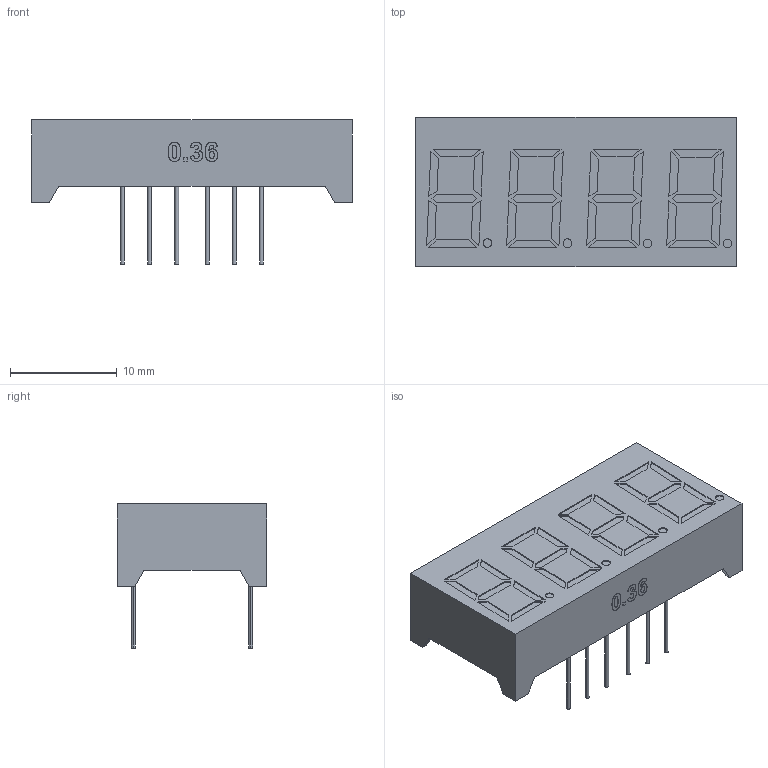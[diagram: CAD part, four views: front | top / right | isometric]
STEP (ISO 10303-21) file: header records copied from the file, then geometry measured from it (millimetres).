
FILE_DESCRIPTION (( 'STEP AP214' ), '1' );
FILE_NAME ('7seg_4dig_red_14x30.STEP', '2024-07-05T14:23:02', ( '' ), ( '' ), 'SwSTEP 2.0', 'SolidWorks 2022', '' );
FILE_SCHEMA (( 'AUTOMOTIVE_DESIGN' ));
Length unit declared in the file: millimetre
Products named in the file (1): 7seg_4dig_red_14x30
Bounding box: 30 x 14 x 13.5 mm (x, y, z)
Volume: 2615.4 mm3; surface area: 1556.2 mm2
Topology: 1 solids, 1 shells, 916 faces, 2592 edges, 1728 vertices
Faces by surface type: plane 884, cylinder 32
Entity records: 31587 total; most frequent: CARTESIAN_POINT 5237, ORIENTED_EDGE 5184, DIRECTION 4490, EDGE_CURVE 2592, LINE 2528, VECTOR 2528, VERTEX_POINT 1728, AXIS2_PLACEMENT_3D 981
